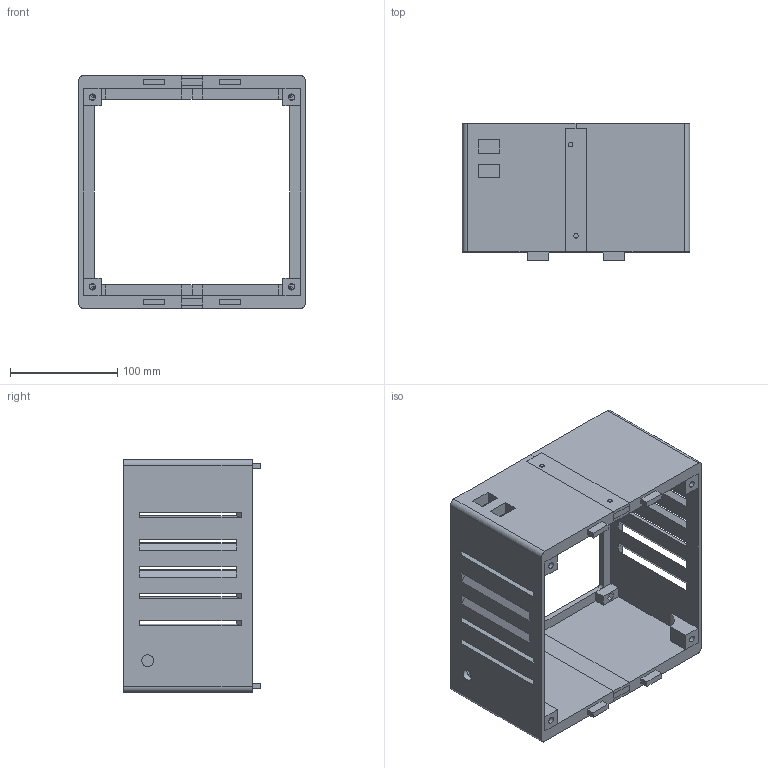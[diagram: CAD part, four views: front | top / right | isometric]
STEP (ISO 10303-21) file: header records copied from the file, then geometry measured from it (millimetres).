
FILE_DESCRIPTION(('FreeCAD Model'),'2;1');
FILE_NAME('Open CASCADE Shape Model','2024-08-01T10:58:53',('Author'),( ''),'Open CASCADE STEP processor 7.6','FreeCAD','Unknown');
FILE_SCHEMA(('AUTOMOTIVE_DESIGN { 1 0 10303 214 1 1 1 1 }'));
Length unit declared in the file: millimetre
Products named in the file (1): Circuit box
Bounding box: 212 x 127.8 x 217 mm (x, y, z)
Volume: 866388.4 mm3; surface area: 230428.8 mm2
Topology: 1 solids, 1 shells, 219 faces, 626 edges, 420 vertices
Faces by surface type: plane 188, cylinder 31
Full cylindrical faces by diameter (mm): 4.2 x2, 4.4 x8, 6 x4, 10.8 x4, 11 x1
Entity records: 7584 total; most frequent: CARTESIAN_POINT 1690, ORIENTED_EDGE 1252, DIRECTION 1116, EDGE_CURVE 626, LINE 568, VECTOR 568, VERTEX_POINT 420, AXIS2_PLACEMENT_3D 274
